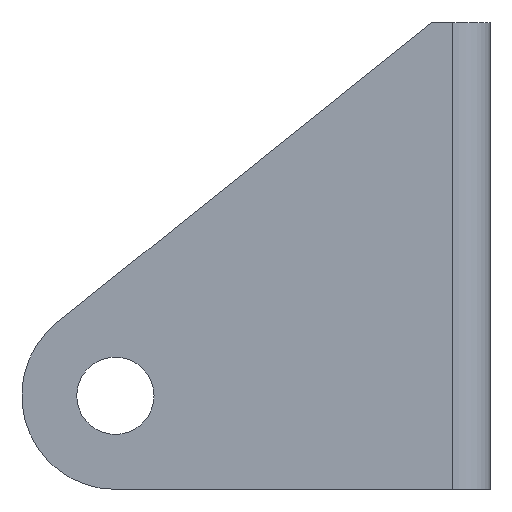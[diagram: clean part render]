
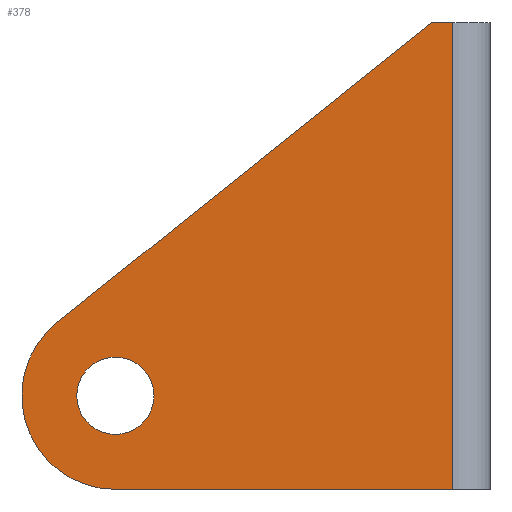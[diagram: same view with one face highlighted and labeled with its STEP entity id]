
A CAD part, left-side view. The second image highlights one B-rep face of the part: STEP entity #378.
In plain terms, the highlighted planar face has unit normal (-1, 0, 0).
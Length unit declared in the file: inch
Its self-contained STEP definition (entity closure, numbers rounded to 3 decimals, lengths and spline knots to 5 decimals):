
#15=FACE_BOUND($,#62,.T.);
#25=PLANE($,#408);
#39=FACE_OUTER_BOUND($,#61,.T.);
#61=EDGE_LOOP($,(#287,#288,#289,#290,#291));
#62=EDGE_LOOP($,(#292));
#98=LINE($,#583,#134);
#99=LINE($,#588,#135);
#100=LINE($,#591,#136);
#101=LINE($,#594,#137);
#134=VECTOR($,#463,0.07185);
#135=VECTOR($,#470,1.57);
#136=VECTOR($,#473,1.61427);
#137=VECTOR($,#476,1.13484);
#164=CIRCLE($,#409,0.31496);
#165=CIRCLE($,#410,0.12992);
#188=VERTEX_POINT($,#580);
#189=VERTEX_POINT($,#582);
#190=VERTEX_POINT($,#586);
#191=VERTEX_POINT($,#590);
#192=VERTEX_POINT($,#592);
#193=VERTEX_POINT($,#595);
#226=EDGE_CURVE($,#189,#188,#98,.T.);
#229=EDGE_CURVE($,#189,#190,#99,.T.);
#230=EDGE_CURVE($,#188,#191,#100,.T.);
#231=EDGE_CURVE($,#191,#192,#164,.T.);
#232=EDGE_CURVE($,#190,#192,#101,.T.);
#233=EDGE_CURVE($,#193,#193,#165,.T.);
#287=ORIENTED_EDGE($,*,*,#229,.F.);
#288=ORIENTED_EDGE($,*,*,#226,.T.);
#289=ORIENTED_EDGE($,*,*,#230,.T.);
#290=ORIENTED_EDGE($,*,*,#231,.T.);
#291=ORIENTED_EDGE($,*,*,#232,.F.);
#292=ORIENTED_EDGE($,*,*,#233,.T.);
#378=ADVANCED_FACE($,(#39,#15),#25,.T.);
#408=AXIS2_PLACEMENT_3D($,#589,#471,#472);
#409=AXIS2_PLACEMENT_3D($,#593,#474,#475);
#410=AXIS2_PLACEMENT_3D($,#596,#477,#478);
#463=DIRECTION($,(0.,1.,0.));
#470=DIRECTION($,(0.,0.,-1.));
#471=DIRECTION('center_axis',(-1.,0.,0.));
#472=DIRECTION('ref_axis',(0.,0.,1.));
#473=DIRECTION($,(0.,0.78,-0.625));
#474=DIRECTION('center_axis',(-1.,0.,0.));
#475=DIRECTION('ref_axis',(0.,-1.,0.));
#476=DIRECTION($,(0.,1.,0.));
#477=DIRECTION('center_axis',(1.,0.,0.));
#478=DIRECTION('ref_axis',(0.,0.,1.));
#580=CARTESIAN_POINT('',(-0.63,0.19685,0.785));
#582=CARTESIAN_POINT('',(-0.63,0.125,0.785));
#583=CARTESIAN_POINT($,(-0.63,0.,0.785));
#586=CARTESIAN_POINT('',(-0.63,0.125,-0.785));
#588=CARTESIAN_POINT($,(-0.63,0.125,-0.3925));
#589=CARTESIAN_POINT('Origin',(-0.63,0.,-0.785));
#590=CARTESIAN_POINT('',(-0.63,1.45675,-0.22422));
#591=CARTESIAN_POINT($,(-0.63,0.51993,0.5262));
#592=CARTESIAN_POINT('',(-0.63,1.25984,-0.785));
#593=CARTESIAN_POINT('Origin',(-0.63,1.25984,-0.47004));
#594=CARTESIAN_POINT($,(-0.63,0.,-0.785));
#595=CARTESIAN_POINT('',(-0.63,1.25984,-0.59996));
#596=CARTESIAN_POINT('Origin',(-0.63,1.25984,-0.47004));
